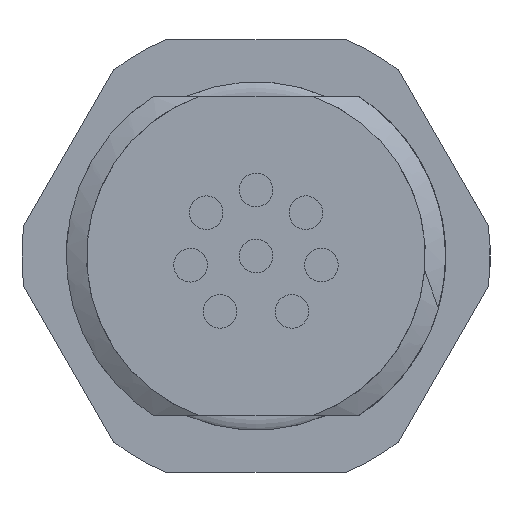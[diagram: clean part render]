
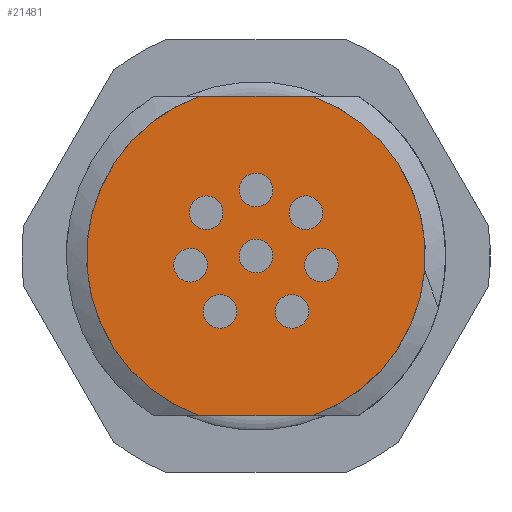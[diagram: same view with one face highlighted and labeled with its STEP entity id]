
A CAD part, front view. The second image highlights one B-rep face of the part: STEP entity #21481.
In plain terms, the highlighted planar face has unit normal (0, -1, 0).
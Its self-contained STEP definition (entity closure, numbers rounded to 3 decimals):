
#7550=CARTESIAN_POINT('',(0.,-7.,0.));
#7551=DIRECTION('',(0.,-1.,0.));
#7552=DIRECTION('',(-0.332,0.,0.943));
#7553=AXIS2_PLACEMENT_3D('',#7550,#7551,#7552);
#7593=DIRECTION('',(1.,0.,0.));
#7594=VECTOR('',#7593,4.682);
#7595=CARTESIAN_POINT('',(-2.341,-7.,6.65));
#7596=LINE('',#7595,#7594);
#7597=DIRECTION('',(-1.,0.,0.));
#7598=VECTOR('',#7597,4.682);
#7599=CARTESIAN_POINT('',(2.341,-7.,-6.65));
#7600=LINE('',#7599,#7598);
#7601=CARTESIAN_POINT('',(1.498,-7.,-2.306));
#7602=DIRECTION('',(0.,1.,0.));
#7603=DIRECTION('',(-0.407,0.,-0.914));
#7604=AXIS2_PLACEMENT_3D('',#7601,#7602,#7603);
#7606=CARTESIAN_POINT('',(1.498,-7.,-2.306));
#7607=DIRECTION('',(0.,1.,0.));
#7608=DIRECTION('',(0.407,0.,0.914));
#7609=AXIS2_PLACEMENT_3D('',#7606,#7607,#7608);
#7611=CARTESIAN_POINT('',(2.723,-7.,-0.383));
#7612=DIRECTION('',(0.,1.,0.));
#7613=DIRECTION('',(0.423,0.,-0.906));
#7614=AXIS2_PLACEMENT_3D('',#7611,#7612,#7613);
#7616=CARTESIAN_POINT('',(2.723,-7.,-0.383));
#7617=DIRECTION('',(0.,1.,0.));
#7618=DIRECTION('',(-0.423,0.,0.906));
#7619=AXIS2_PLACEMENT_3D('',#7616,#7617,#7618);
#7621=CARTESIAN_POINT('',(2.075,-7.,1.804));
#7622=DIRECTION('',(0.,1.,0.));
#7623=DIRECTION('',(0.961,0.,-0.276));
#7624=AXIS2_PLACEMENT_3D('',#7621,#7622,#7623);
#7626=CARTESIAN_POINT('',(2.075,-7.,1.804));
#7627=DIRECTION('',(0.,1.,0.));
#7628=DIRECTION('',(-0.961,0.,0.276));
#7629=AXIS2_PLACEMENT_3D('',#7626,#7627,#7628);
#7631=CARTESIAN_POINT('',(0.,-7.,2.75));
#7632=DIRECTION('',(0.,1.,0.));
#7633=DIRECTION('',(0.839,0.,0.545));
#7634=AXIS2_PLACEMENT_3D('',#7631,#7632,#7633);
#7636=CARTESIAN_POINT('',(0.,-7.,2.75));
#7637=DIRECTION('',(0.,1.,0.));
#7638=DIRECTION('',(-0.839,0.,-0.545));
#7639=AXIS2_PLACEMENT_3D('',#7636,#7637,#7638);
#7641=CARTESIAN_POINT('',(-2.075,-7.,1.804));
#7642=DIRECTION('',(0.,1.,0.));
#7643=DIRECTION('',(0.139,0.,0.99));
#7644=AXIS2_PLACEMENT_3D('',#7641,#7642,#7643);
#7646=CARTESIAN_POINT('',(-2.075,-7.,1.804));
#7647=DIRECTION('',(0.,1.,0.));
#7648=DIRECTION('',(-0.139,0.,-0.99));
#7649=AXIS2_PLACEMENT_3D('',#7646,#7647,#7648);
#7651=CARTESIAN_POINT('',(-2.723,-7.,-0.383));
#7652=DIRECTION('',(0.,1.,0.));
#7653=DIRECTION('',(-0.656,0.,0.755));
#7654=AXIS2_PLACEMENT_3D('',#7651,#7652,#7653);
#7656=CARTESIAN_POINT('',(-2.723,-7.,-0.383));
#7657=DIRECTION('',(0.,1.,0.));
#7658=DIRECTION('',(0.656,0.,-0.755));
#7659=AXIS2_PLACEMENT_3D('',#7656,#7657,#7658);
#7661=CARTESIAN_POINT('',(-1.498,-7.,-2.306));
#7662=DIRECTION('',(0.,1.,0.));
#7663=DIRECTION('',(-1.,0.,0.));
#7664=AXIS2_PLACEMENT_3D('',#7661,#7662,#7663);
#7666=CARTESIAN_POINT('',(-1.498,-7.,-2.306));
#7667=DIRECTION('',(0.,1.,0.));
#7668=DIRECTION('',(1.,0.,0.));
#7669=AXIS2_PLACEMENT_3D('',#7666,#7667,#7668);
#7671=CARTESIAN_POINT('',(0.,-7.,0.));
#7672=DIRECTION('',(0.,1.,0.));
#7673=DIRECTION('',(-0.407,0.,-0.914));
#7674=AXIS2_PLACEMENT_3D('',#7671,#7672,#7673);
#7676=CARTESIAN_POINT('',(0.,-7.,0.));
#7677=DIRECTION('',(0.,1.,0.));
#7678=DIRECTION('',(0.407,0.,0.914));
#7679=AXIS2_PLACEMENT_3D('',#7676,#7677,#7678);
#7701=CARTESIAN_POINT('',(0.,-7.,0.));
#7702=DIRECTION('',(0.,-1.,0.));
#7703=DIRECTION('',(0.332,0.,-0.943));
#7704=AXIS2_PLACEMENT_3D('',#7701,#7702,#7703);
#9023=CARTESIAN_POINT('',(-2.341,-7.,6.65));
#9024=CARTESIAN_POINT('',(2.341,-7.,6.65));
#9025=VERTEX_POINT('',#9023);
#9026=VERTEX_POINT('',#9024);
#9027=CARTESIAN_POINT('',(2.341,-7.,-6.65));
#9028=CARTESIAN_POINT('',(-2.341,-7.,-6.65));
#9029=VERTEX_POINT('',#9027);
#9030=VERTEX_POINT('',#9028);
#9719=CARTESIAN_POINT('',(1.213,-7.,-2.946));
#9720=CARTESIAN_POINT('',(1.782,-7.,-1.667));
#9721=VERTEX_POINT('',#9719);
#9722=VERTEX_POINT('',#9720);
#9727=CARTESIAN_POINT('',(3.019,-7.,-1.017));
#9728=CARTESIAN_POINT('',(2.427,-7.,0.252));
#9729=VERTEX_POINT('',#9727);
#9730=VERTEX_POINT('',#9728);
#9735=CARTESIAN_POINT('',(2.748,-7.,1.611));
#9736=CARTESIAN_POINT('',(1.403,-7.,1.997));
#9737=VERTEX_POINT('',#9735);
#9738=VERTEX_POINT('',#9736);
#9743=CARTESIAN_POINT('',(0.587,-7.,3.131));
#9744=CARTESIAN_POINT('',(-0.587,-7.,2.369));
#9745=VERTEX_POINT('',#9743);
#9746=VERTEX_POINT('',#9744);
#9751=CARTESIAN_POINT('',(-1.978,-7.,2.497));
#9752=CARTESIAN_POINT('',(-2.173,-7.,1.111));
#9753=VERTEX_POINT('',#9751);
#9754=VERTEX_POINT('',#9752);
#9759=CARTESIAN_POINT('',(-3.182,-7.,0.146));
#9760=CARTESIAN_POINT('',(-2.264,-7.,-0.911));
#9761=VERTEX_POINT('',#9759);
#9762=VERTEX_POINT('',#9760);
#9767=CARTESIAN_POINT('',(-2.198,-7.,-2.306));
#9768=CARTESIAN_POINT('',(-0.798,-7.,-2.306));
#9769=VERTEX_POINT('',#9767);
#9770=VERTEX_POINT('',#9768);
#9775=CARTESIAN_POINT('',(-0.285,-7.,-0.639));
#9776=CARTESIAN_POINT('',(0.285,-7.,0.639));
#9777=VERTEX_POINT('',#9775);
#9778=VERTEX_POINT('',#9776);
#21421=CARTESIAN_POINT('',(0.,-7.,0.));
#21422=DIRECTION('',(0.,-1.,0.));
#21423=DIRECTION('',(1.,0.,0.));
#21424=AXIS2_PLACEMENT_3D('',#21421,#21422,#21423);
#21425=PLANE('',#21424);
#21426=ORIENTED_EDGE('',*,*,#20452,.T.);
#21428=ORIENTED_EDGE('',*,*,#21427,.F.);
#21429=ORIENTED_EDGE('',*,*,#20885,.T.);
#21430=ORIENTED_EDGE('',*,*,#21413,.F.);
#21431=EDGE_LOOP('',(#21426,#21428,#21429,#21430));
#21432=FACE_OUTER_BOUND('',#21431,.F.);
#21434=ORIENTED_EDGE('',*,*,#21433,.F.);
#21436=ORIENTED_EDGE('',*,*,#21435,.F.);
#21437=EDGE_LOOP('',(#21434,#21436));
#21438=FACE_BOUND('',#21437,.F.);
#21440=ORIENTED_EDGE('',*,*,#21439,.F.);
#21442=ORIENTED_EDGE('',*,*,#21441,.F.);
#21443=EDGE_LOOP('',(#21440,#21442));
#21444=FACE_BOUND('',#21443,.F.);
#21446=ORIENTED_EDGE('',*,*,#21445,.F.);
#21448=ORIENTED_EDGE('',*,*,#21447,.F.);
#21449=EDGE_LOOP('',(#21446,#21448));
#21450=FACE_BOUND('',#21449,.F.);
#21452=ORIENTED_EDGE('',*,*,#21451,.F.);
#21454=ORIENTED_EDGE('',*,*,#21453,.F.);
#21455=EDGE_LOOP('',(#21452,#21454));
#21456=FACE_BOUND('',#21455,.F.);
#21458=ORIENTED_EDGE('',*,*,#21457,.F.);
#21460=ORIENTED_EDGE('',*,*,#21459,.F.);
#21461=EDGE_LOOP('',(#21458,#21460));
#21462=FACE_BOUND('',#21461,.F.);
#21464=ORIENTED_EDGE('',*,*,#21463,.F.);
#21466=ORIENTED_EDGE('',*,*,#21465,.F.);
#21467=EDGE_LOOP('',(#21464,#21466));
#21468=FACE_BOUND('',#21467,.F.);
#21470=ORIENTED_EDGE('',*,*,#21469,.F.);
#21472=ORIENTED_EDGE('',*,*,#21471,.F.);
#21473=EDGE_LOOP('',(#21470,#21472));
#21474=FACE_BOUND('',#21473,.F.);
#21476=ORIENTED_EDGE('',*,*,#21475,.F.);
#21478=ORIENTED_EDGE('',*,*,#21477,.F.);
#21479=EDGE_LOOP('',(#21476,#21478));
#21480=FACE_BOUND('',#21479,.F.);
#7554=CIRCLE('',#7553,7.05);
#7605=CIRCLE('',#7604,0.7);
#7610=CIRCLE('',#7609,0.7);
#7615=CIRCLE('',#7614,0.7);
#7620=CIRCLE('',#7619,0.7);
#7625=CIRCLE('',#7624,0.7);
#7630=CIRCLE('',#7629,0.7);
#7635=CIRCLE('',#7634,0.7);
#7640=CIRCLE('',#7639,0.7);
#7645=CIRCLE('',#7644,0.7);
#7650=CIRCLE('',#7649,0.7);
#7655=CIRCLE('',#7654,0.7);
#7660=CIRCLE('',#7659,0.7);
#7665=CIRCLE('',#7664,0.7);
#7670=CIRCLE('',#7669,0.7);
#7675=CIRCLE('',#7674,0.7);
#7680=CIRCLE('',#7679,0.7);
#7705=CIRCLE('',#7704,7.05);
#20452=EDGE_CURVE('',#9025,#9026,#7596,.T.);
#20885=EDGE_CURVE('',#9029,#9030,#7600,.T.);
#21413=EDGE_CURVE('',#9025,#9030,#7554,.T.);
#21427=EDGE_CURVE('',#9029,#9026,#7705,.T.);
#21433=EDGE_CURVE('',#9721,#9722,#7605,.T.);
#21435=EDGE_CURVE('',#9722,#9721,#7610,.T.);
#21439=EDGE_CURVE('',#9729,#9730,#7615,.T.);
#21441=EDGE_CURVE('',#9730,#9729,#7620,.T.);
#21445=EDGE_CURVE('',#9737,#9738,#7625,.T.);
#21447=EDGE_CURVE('',#9738,#9737,#7630,.T.);
#21451=EDGE_CURVE('',#9745,#9746,#7635,.T.);
#21453=EDGE_CURVE('',#9746,#9745,#7640,.T.);
#21457=EDGE_CURVE('',#9753,#9754,#7645,.T.);
#21459=EDGE_CURVE('',#9754,#9753,#7650,.T.);
#21463=EDGE_CURVE('',#9761,#9762,#7655,.T.);
#21465=EDGE_CURVE('',#9762,#9761,#7660,.T.);
#21469=EDGE_CURVE('',#9769,#9770,#7665,.T.);
#21471=EDGE_CURVE('',#9770,#9769,#7670,.T.);
#21475=EDGE_CURVE('',#9777,#9778,#7675,.T.);
#21477=EDGE_CURVE('',#9778,#9777,#7680,.T.);
#21481=ADVANCED_FACE('',(#21432,#21438,#21444,#21450,#21456,#21462,#21468,
#21474,#21480),#21425,.T.);
